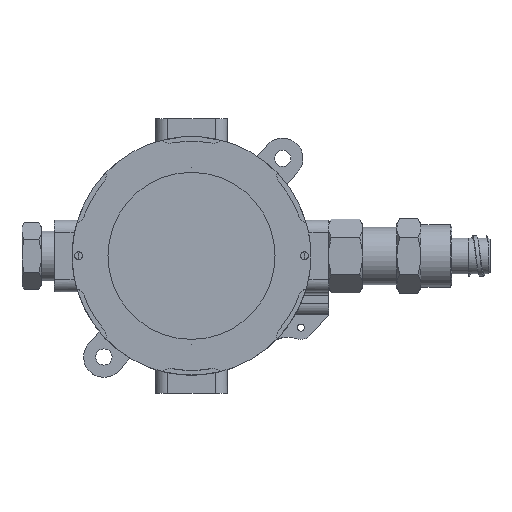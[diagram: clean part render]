
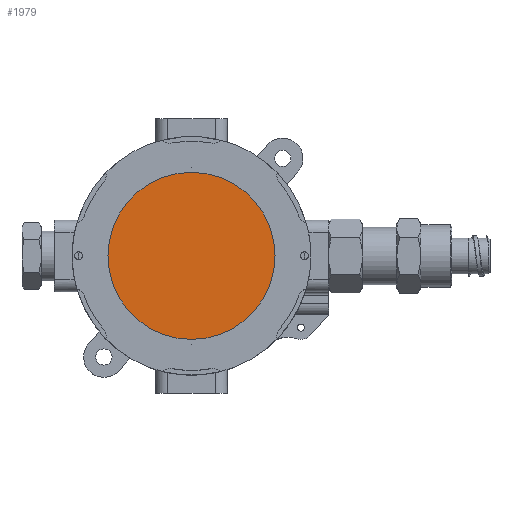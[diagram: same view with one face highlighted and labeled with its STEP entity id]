
A CAD part, top view. The second image highlights one B-rep face of the part: STEP entity #1979.
In plain terms, the highlighted planar face has unit normal (0, 0, 1).
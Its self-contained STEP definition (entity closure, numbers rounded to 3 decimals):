
#1979=ADVANCED_FACE('',(#2000,#2002,#2004),#2006,.T.);
#2000=FACE_BOUND('',#2001,.T.);
#2001=EDGE_LOOP('',(#2032));
#2002=FACE_BOUND('',#2003,.T.);
#2003=EDGE_LOOP('',(#2033));
#2004=FACE_OUTER_BOUND('',#2005,.T.);
#2005=EDGE_LOOP('',(#2034));
#2006=PLANE('',#2007);
#2007=AXIS2_PLACEMENT_3D('',#2008,#2009,#2010);
#2008=CARTESIAN_POINT('',(0.,0.,2.));
#2009=DIRECTION('',(0.,0.,1.));
#2010=DIRECTION('',(1.,0.,0.));
#2032=ORIENTED_EDGE('',*,*,#2048,.F.);
#2033=ORIENTED_EDGE('',*,*,#2049,.F.);
#2034=ORIENTED_EDGE('',*,*,#2044,.T.);
#2044=EDGE_CURVE('',#2053,#2053,#2055,.T.);
#2048=EDGE_CURVE('',#2061,#2061,#2062,.T.);
#2049=EDGE_CURVE('',#2063,#2063,#2064,.T.);
#2053=VERTEX_POINT('',#2068);
#2055=CIRCLE('',#2072,44.1);
#2061=VERTEX_POINT('',#2090);
#2062=CIRCLE('',#2091,1.5);
#2063=VERTEX_POINT('',#2095);
#2064=CIRCLE('',#2096,1.5);
#2068=CARTESIAN_POINT('',(44.1,0.,2.));
#2072=AXIS2_PLACEMENT_3D('',#2073,#2074,#2075);
#2073=CARTESIAN_POINT('',(0.,0.,2.));
#2074=DIRECTION('',(0.,0.,1.));
#2075=DIRECTION('',(1.,0.,0.));
#2090=CARTESIAN_POINT('',(1.5,-37.,2.));
#2091=AXIS2_PLACEMENT_3D('',#2092,#2093,#2094);
#2092=CARTESIAN_POINT('',(0.,-37.,2.));
#2093=DIRECTION('',(0.,0.,1.));
#2094=DIRECTION('',(1.,0.,0.));
#2095=CARTESIAN_POINT('',(1.5,37.,2.));
#2096=AXIS2_PLACEMENT_3D('',#2097,#2098,#2099);
#2097=CARTESIAN_POINT('',(0.,37.,2.));
#2098=DIRECTION('',(0.,0.,1.));
#2099=DIRECTION('',(1.,0.,0.));
